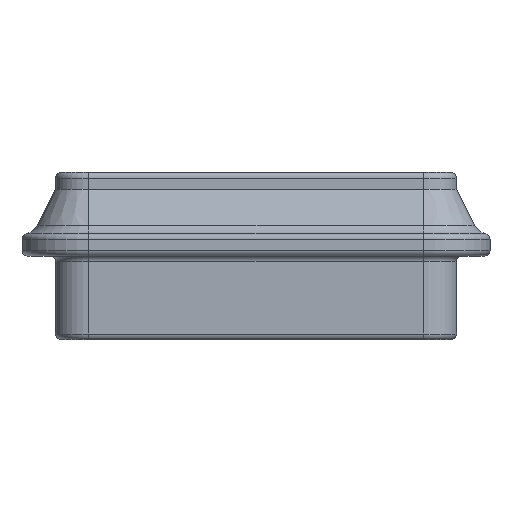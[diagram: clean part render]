
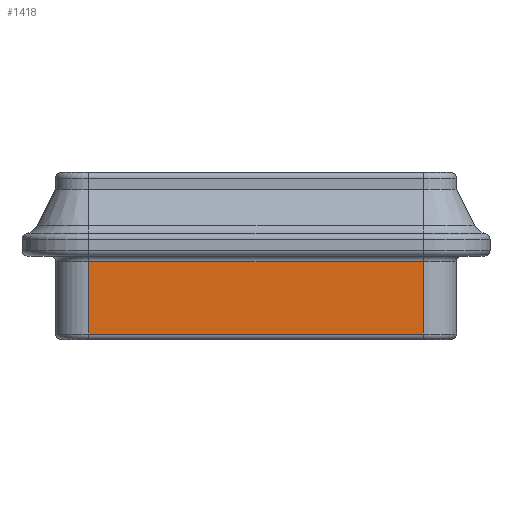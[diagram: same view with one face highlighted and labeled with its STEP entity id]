
A CAD part, front view. The second image highlights one B-rep face of the part: STEP entity #1418.
In plain terms, the highlighted planar face has unit normal (0, -1, 0).
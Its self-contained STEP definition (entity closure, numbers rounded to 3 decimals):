
#43=PLANE('',#1636);
#161=FACE_OUTER_BOUND('',#259,.T.);
#259=EDGE_LOOP('',(#1246,#1247,#1248,#1249));
#287=LINE('',#2246,#387);
#301=LINE('',#2297,#401);
#358=LINE('',#2514,#458);
#362=LINE('',#2539,#462);
#387=VECTOR('',#1763,10.);
#401=VECTOR('',#1821,10.);
#458=VECTOR('',#2074,10.);
#462=VECTOR('',#2116,10.);
#595=VERTEX_POINT('',#2239);
#597=VERTEX_POINT('',#2244);
#612=VERTEX_POINT('',#2296);
#674=VERTEX_POINT('',#2513);
#725=EDGE_CURVE('',#597,#595,#287,.T.);
#751=EDGE_CURVE('',#612,#595,#301,.T.);
#860=EDGE_CURVE('',#612,#674,#358,.T.);
#873=EDGE_CURVE('',#674,#597,#362,.T.);
#1246=ORIENTED_EDGE('',*,*,#725,.F.);
#1247=ORIENTED_EDGE('',*,*,#873,.F.);
#1248=ORIENTED_EDGE('',*,*,#860,.F.);
#1249=ORIENTED_EDGE('',*,*,#751,.T.);
#1418=ADVANCED_FACE('',(#161),#43,.T.);
#1636=AXIS2_PLACEMENT_3D('',#2540,#2117,#2118);
#1763=DIRECTION('',(1.,0.,0.));
#1821=DIRECTION('',(0.,0.,1.));
#2074=DIRECTION('',(-1.,0.,0.));
#2116=DIRECTION('',(0.,0.,1.));
#2117=DIRECTION('center_axis',(0.,-1.,0.));
#2118=DIRECTION('ref_axis',(0.,0.,1.));
#2239=CARTESIAN_POINT('',(30.,-144.,-1.));
#2244=CARTESIAN_POINT('',(-30.,-144.,-1.));
#2246=CARTESIAN_POINT('',(-3.,-144.,-1.));
#2296=CARTESIAN_POINT('',(30.,-144.,-14.));
#2297=CARTESIAN_POINT('',(30.,-144.,-15.));
#2513=CARTESIAN_POINT('',(-30.,-144.,-14.));
#2514=CARTESIAN_POINT('',(0.,-144.,-14.));
#2539=CARTESIAN_POINT('',(-30.,-144.,-15.));
#2540=CARTESIAN_POINT('Origin',(30.,-144.,-15.));
